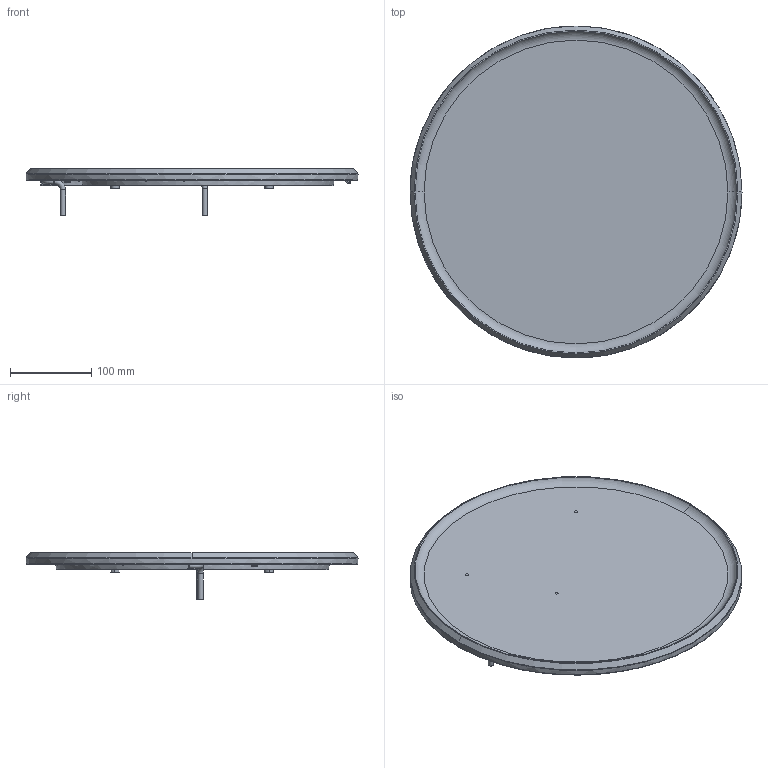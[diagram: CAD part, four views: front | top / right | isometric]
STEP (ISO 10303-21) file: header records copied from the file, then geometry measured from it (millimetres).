
FILE_DESCRIPTION(/* description */ (''),/* implementation_level */ '2;1');
FILE_NAME(/* name */ 'SG-2000-CP-20181217.stp',/* time_stamp */ '2018-12-17T21:14:51+08:00',/* author */ (''),/* organization */ (''),/* preprocessor_version */ 'ST-DEVELOPER v16.7',/* originating_system */ 'SIEMENS PLM Software NX 12.0',/* authorisation */ '');
FILE_SCHEMA (('AUTOMOTIVE_DESIGN { 1 0 10303 214 3 1 1 1 }'));
Length unit declared in the file: millimetre
Products named in the file (1): Capf3B38F5ACvlmy
Bounding box: 408.64 x 408.64 x 57.83 mm (x, y, z)
Volume: 923443.3 mm3; surface area: 385403.5 mm2
Topology: 2 solids, 2 shells, 353 faces, 868 edges, 554 vertices
Faces by surface type: plane 178, cylinder 80, bspline 35, torus 31, cone 14, extrusion 10, sphere 5
Full cylindrical faces by diameter (mm): 4.5 x2, 6.604 x3, 8 x1, 8.8 x1, 408.635 x1
Entity records: 30151 total; most frequent: CARTESIAN_POINT 22064, ORIENTED_EDGE 1694, DIRECTION 1578, EDGE_CURVE 847, VERTEX_POINT 549, AXIS2_PLACEMENT_3D 547, VECTOR 484, LINE 474
